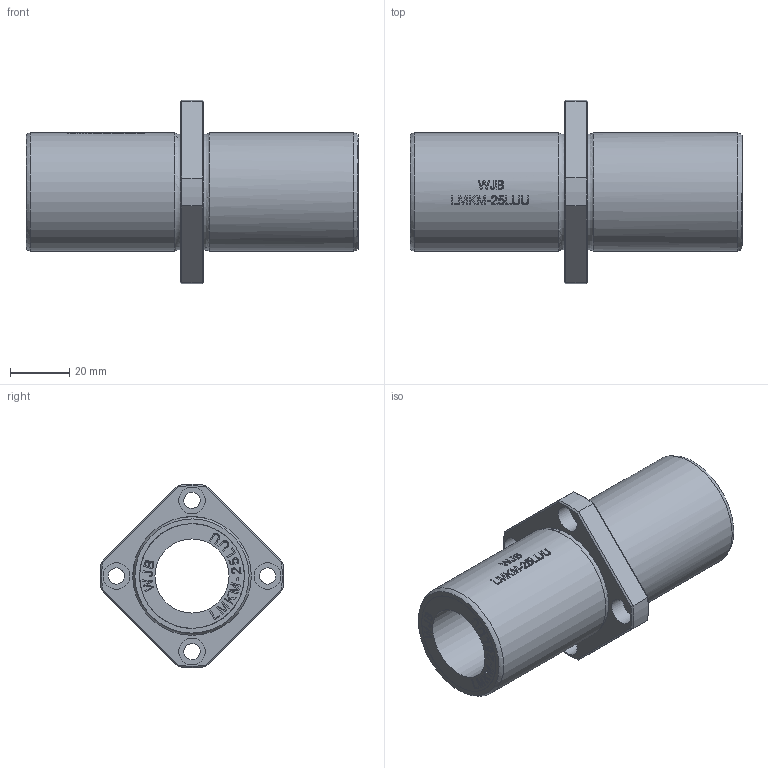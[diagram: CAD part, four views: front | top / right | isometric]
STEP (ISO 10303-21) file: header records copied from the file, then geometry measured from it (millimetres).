
FILE_DESCRIPTION(/* description */ (''),/* implementation_level */ '2;1');
FILE_NAME(/* name */ 'WJB-LMKM-25LUU.stp',/* time_stamp */ '2018-09-26T17:21:13+08:00',/* author */ (''),/* organization */ (''),/* preprocessor_version */ 'ST-DEVELOPER v11',/* originating_system */ 'SIEMENS UGS NX 6.0',/* authorisation */ '');
FILE_SCHEMA (('CONFIG_CONTROL_DESIGN'));
Length unit declared in the file: millimetre
Products named in the file (1): WJB-LMKM-25LUU
Bounding box: 112 x 61.92 x 62 mm (x, y, z)
Volume: 93019.8 mm3; surface area: 27745.6 mm2
Topology: 1 solids, 1 shells, 426 faces, 1128 edges, 757 vertices
Faces by surface type: plane 292, extrusion 90, cylinder 32, cone 8, torus 4
Full cylindrical faces by diameter (mm): 5.5 x4, 9 x4, 25 x1, 35.3 x2, 40 x2
Entity records: 16500 total; most frequent: CARTESIAN_POINT 6657, ORIENTED_EDGE 2222, DIRECTION 1514, EDGE_CURVE 1111, VERTEX_POINT 757, VECTOR 654, LINE 564, B_SPLINE_CURVE_WITH_KNOTS 544
